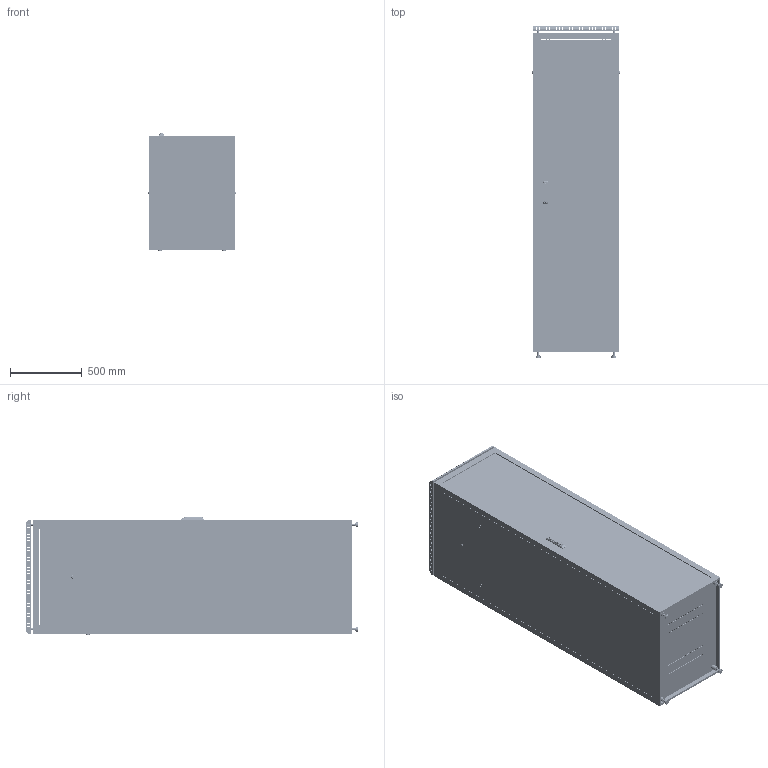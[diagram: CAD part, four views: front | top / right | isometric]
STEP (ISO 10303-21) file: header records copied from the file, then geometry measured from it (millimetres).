
FILE_DESCRIPTION (( 'STEP AP214' ), '1' );
FILE_NAME ('ITK 600x800_47U_DverMe.STEP', '2018-06-08T19:14:39', ( '' ), ( '' ), 'SwSTEP 2.0', 'SolidWorks 2014', '' );
FILE_SCHEMA (( 'AUTOMOTIVE_DESIGN' ));
Length unit declared in the file: millimetre
Products named in the file (22): Panel_Bok_-06; ßçû÷åê (3õ òî÷å÷íîå çàïèðàíèå); Profil 19_-06; ﾇ琥韲; Îïîðà LF-80; hex flange bolt_din_DIN 6921 - M6 x 12 x 12-N; Kabel-Vvod; 侲膹馯罻; Bok_profil_-01; Êîðïóñ çàìêà 006; Gaika; Dver_Me_47U; Stoika_-06; Planka_-01; Niz; ITK 600x800_47U_DverMe; Vint (1)_01; Krysha; Verh; DverMe_Sborka_47U; Zad_panel_-06; ﾇ瑟鶴 MESAN 006
Assembly tree (99 placements, depth 4):
  ITK 600x800_47U_DverMe
    Verh
    Niz
    Stoika_-06  x4
    Profil 19_-06  x4
    Krysha
    Îïîðà LF-80  x4
    Bok_profil_-01  x6
    Vint (1)_01  x31
    Gaika  x32
    Planka_-01  x2
    Kabel-Vvod  x2
    Zad_panel_-06
    Panel_Bok_-06  x2
    DverMe_Sborka_47U
      Dver_Me_47U
      ﾇ瑟鶴 MESAN 006
        Êîðïóñ çàìêà 006
        侲膹馯罻
        ﾇ琥韲
        ßçû÷åê (3õ òî÷å÷íîå çàïèðàíèå)
        hex flange bolt_din_DIN 6921 - M6 x 12 x 12-N
Bounding box: 608 x 2311.85 x 821.5 mm (x, y, z)
Volume: 15202970.8 mm3; surface area: 21881951.1 mm2
Topology: 98 solids, 98 shells, 14823 faces, 40599 edges, 25857 vertices
Faces by surface type: plane 11878, cylinder 2383, bspline 390, sphere 86, cone 70, torus 16
Entity records: 141162 total; most frequent: CARTESIAN_POINT 25230, ORIENTED_EDGE 24522, DIRECTION 21714, EDGE_CURVE 12261, VECTOR 10984, LINE 10984, VERTEX_POINT 8069, EDGE_LOOP 5382
